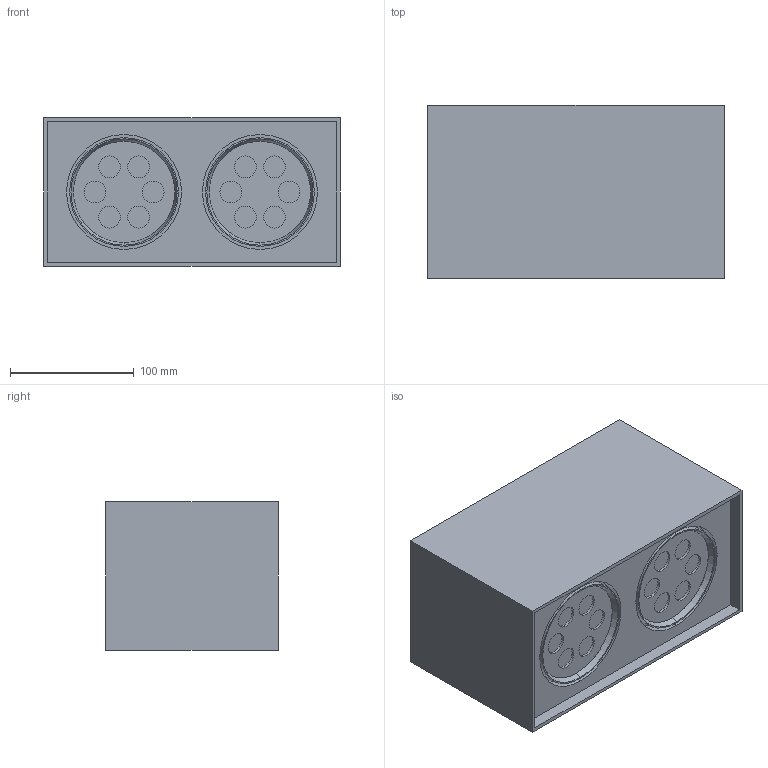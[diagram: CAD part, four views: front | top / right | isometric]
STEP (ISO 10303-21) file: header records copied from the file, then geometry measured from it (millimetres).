
FILE_DESCRIPTION (( 'STEP AP214' ), '1' );
FILE_NAME ('LBL075.STEP', '2022-02-23T03:03:56', ( 'GH' ), ( 'Microsoft' ), 'SwSTEP 2.0', 'SolidWorks 2013', '' );
FILE_SCHEMA (( 'AUTOMOTIVE_DESIGN' ));
Length unit declared in the file: millimetre
Products named in the file (1): LBL075
Bounding box: 240 x 140 x 120 mm (x, y, z)
Volume: 3694177.4 mm3; surface area: 179662.1 mm2
Topology: 1 solids, 1 shells, 69 faces, 140 edges, 92 vertices
Faces by surface type: cylinder 36, plane 29, cone 4
Entity records: 1872 total; most frequent: DIRECTION 356, CARTESIAN_POINT 302, ORIENTED_EDGE 280, AXIS2_PLACEMENT_3D 146, EDGE_CURVE 140, VERTEX_POINT 92, EDGE_LOOP 88, CIRCLE 76
